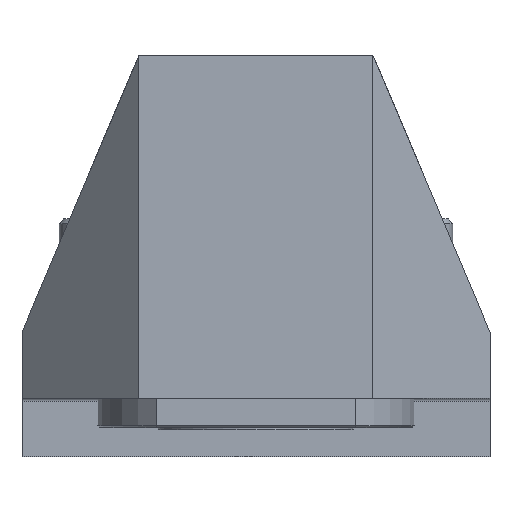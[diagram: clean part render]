
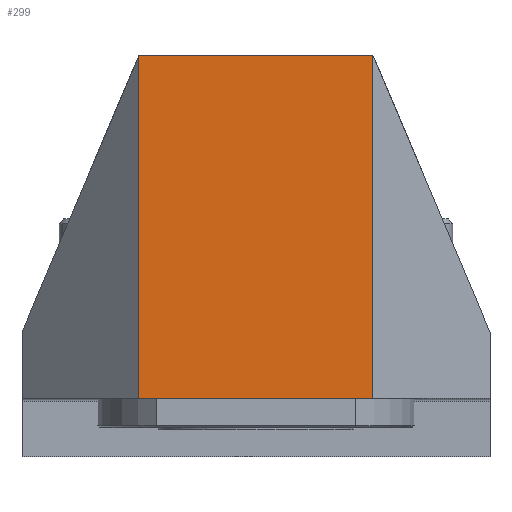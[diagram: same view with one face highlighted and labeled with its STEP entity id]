
A CAD part, left-side view. The second image highlights one B-rep face of the part: STEP entity #299.
In plain terms, the highlighted planar face has unit normal (-1, 0, 0).
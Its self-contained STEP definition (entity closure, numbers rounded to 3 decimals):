
#83=LINE('',#1554,#154);
#91=LINE('',#1574,#162);
#100=LINE('',#1596,#171);
#103=LINE('',#1601,#174);
#154=VECTOR('',#1217,1.);
#162=VECTOR('',#1235,1.);
#171=VECTOR('',#1254,1.);
#174=VECTOR('',#1259,1.);
#210=PLANE('',#1028);
#251=FACE_OUTER_BOUND('',#408,.T.);
#299=ADVANCED_FACE('',(#251),#210,.T.);
#408=EDGE_LOOP('',(#596,#597,#598,#599));
#596=ORIENTED_EDGE('',*,*,#853,.T.);
#597=ORIENTED_EDGE('',*,*,#850,.F.);
#598=ORIENTED_EDGE('',*,*,#829,.T.);
#599=ORIENTED_EDGE('',*,*,#839,.F.);
#719=VERTEX_POINT('',#1527);
#724=VERTEX_POINT('',#1540);
#737=VERTEX_POINT('',#1575);
#745=VERTEX_POINT('',#1597);
#829=EDGE_CURVE('',#724,#719,#83,.T.);
#839=EDGE_CURVE('',#737,#719,#91,.T.);
#850=EDGE_CURVE('',#724,#745,#100,.T.);
#853=EDGE_CURVE('',#737,#745,#103,.T.);
#1028=AXIS2_PLACEMENT_3D('',#1603,#1262,#1263);
#1217=DIRECTION('',(0.,1.,0.));
#1235=DIRECTION('',(0.,0.,1.));
#1254=DIRECTION('',(0.,0.,-1.));
#1259=DIRECTION('',(0.,-1.,0.));
#1262=DIRECTION('',(-1.,0.,0.));
#1263=DIRECTION('',(0.,0.,-1.));
#1527=CARTESIAN_POINT('',(-82.,30.,71.));
#1540=CARTESIAN_POINT('',(-82.,-30.,71.));
#1554=CARTESIAN_POINT('',(-82.,-60.,71.));
#1574=CARTESIAN_POINT('',(-82.,30.,78.1));
#1575=CARTESIAN_POINT('',(-82.,30.,-17.));
#1596=CARTESIAN_POINT('',(-82.,-30.,78.1));
#1597=CARTESIAN_POINT('',(-82.,-30.,-17.));
#1601=CARTESIAN_POINT('',(-82.,-60.,-17.));
#1603=CARTESIAN_POINT('',(-82.,-60.,78.1));
